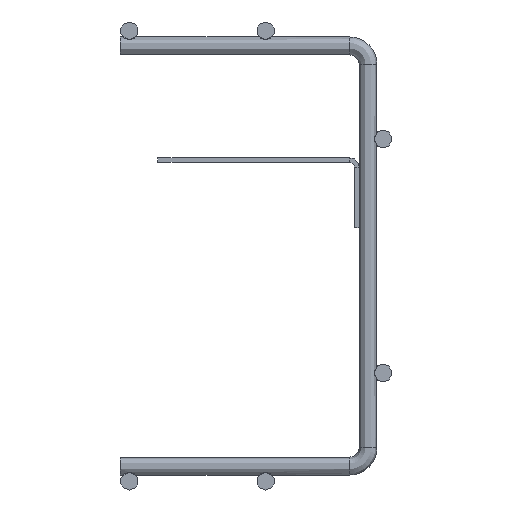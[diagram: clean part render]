
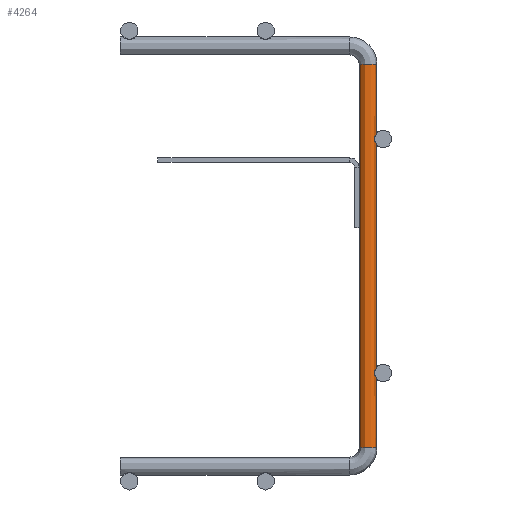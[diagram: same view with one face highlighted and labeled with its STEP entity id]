
A CAD part, left-side view. The second image highlights one B-rep face of the part: STEP entity #4264.
In plain terms, the highlighted cylindrical face has radius 1.9 mm (diameter 3.8 mm), a partial arc.
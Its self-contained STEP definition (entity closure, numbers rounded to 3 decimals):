
#17 = ORIENTED_EDGE ( 'NONE', *, *, #21729, .F. ) ;
#172 = ORIENTED_EDGE ( 'NONE', *, *, #9214, .T. ) ;
#296 = VERTEX_POINT ( 'NONE', #24771 ) ;
#300 = CARTESIAN_POINT ( 'NONE',  ( 14.767, 1.753, -25.737 ) ) ;
#382 = CARTESIAN_POINT ( 'NONE',  ( 15.807, 1.3, -23.614 ) ) ;
#1548 = EDGE_CURVE ( 'NONE', #10297, #3088, #20290, .T. ) ;
#1669 = VERTEX_POINT ( 'NONE', #3533 ) ;
#1922 = ORIENTED_EDGE ( 'NONE', *, *, #1548, .F. ) ;
#1957 = CARTESIAN_POINT ( 'NONE',  ( 14.642, 1.869, 25.388 ) ) ;
#2042 = CARTESIAN_POINT ( 'NONE',  ( 15.806, 1.3, 23.614 ) ) ;
#2388 = CARTESIAN_POINT ( 'NONE',  ( 14.641, 1.869, -25.387 ) ) ;
#2454 = DIRECTION ( 'NONE',  ( 0., 0., -1. ) ) ;
#3088 = VERTEX_POINT ( 'NONE', #13898 ) ;
#3533 = CARTESIAN_POINT ( 'NONE',  ( 16., 1.3, -41. ) ) ;
#3661 = DIRECTION ( 'NONE',  ( 0., 0., -1. ) ) ;
#3679 = ORIENTED_EDGE ( 'NONE', *, *, #26238, .T. ) ;
#4031 = CARTESIAN_POINT ( 'NONE',  ( 14.614, 1.9, 24.904 ) ) ;
#4264 = ADVANCED_FACE ( 'NONE', ( #23767 ), #22504, .T. ) ;
#4384 = CARTESIAN_POINT ( 'NONE',  ( 16., 1.3, -26.386 ) ) ;
#4477 = CARTESIAN_POINT ( 'NONE',  ( 14.614, 1.9, -24.806 ) ) ;
#4559 = CARTESIAN_POINT ( 'NONE',  ( 16., 1.3, -41. ) ) ;
#4694 = CARTESIAN_POINT ( 'NONE',  ( 16., 5.1, -41. ) ) ;
#5630 = EDGE_LOOP ( 'NONE', ( #1922, #17, #17862, #3679, #6207, #8338, #11750, #172 ) ) ;
#6010 = CARTESIAN_POINT ( 'NONE',  ( 16., 1.3, 26.386 ) ) ;
#6104 = CARTESIAN_POINT ( 'NONE',  ( 14.65, 1.863, 24.616 ) ) ;
#6207 = ORIENTED_EDGE ( 'NONE', *, *, #22538, .T. ) ;
#6434 = CARTESIAN_POINT ( 'NONE',  ( 15.806, 1.308, -26.379 ) ) ;
#6516 = CARTESIAN_POINT ( 'NONE',  ( 14.729, 1.787, -24.348 ) ) ;
#6595 = DIRECTION ( 'NONE',  ( 0., 0., 1. ) ) ;
#6614 = VERTEX_POINT ( 'NONE', #8220 ) ;
#8081 = CARTESIAN_POINT ( 'NONE',  ( 15.611, 1.331, 26.358 ) ) ;
#8172 = CARTESIAN_POINT ( 'NONE',  ( 14.759, 1.759, 24.259 ) ) ;
#8186 = AXIS2_PLACEMENT_3D ( 'NONE', #8478, #16719, #10535 ) ;
#8220 = CARTESIAN_POINT ( 'NONE',  ( 16., 1.3, 41. ) ) ;
#8239 = AXIS2_PLACEMENT_3D ( 'NONE', #15909, #3661, #18003 ) ;
#8338 = ORIENTED_EDGE ( 'NONE', *, *, #24533, .F. ) ;
#8478 = CARTESIAN_POINT ( 'NONE',  ( 16., 3.2, -41. ) ) ;
#8491 = CARTESIAN_POINT ( 'NONE',  ( 15.523, 1.359, -26.329 ) ) ;
#8588 = CARTESIAN_POINT ( 'NONE',  ( 14.858, 1.68, -24.108 ) ) ;
#9214 = EDGE_CURVE ( 'NONE', #6614, #3088, #11645, .T. ) ;
#9729 = DIRECTION ( 'NONE',  ( 0., 0., 1. ) ) ;
#10140 = CARTESIAN_POINT ( 'NONE',  ( 15.263, 1.447, 26.233 ) ) ;
#10225 = CARTESIAN_POINT ( 'NONE',  ( 15.038, 1.56, 23.913 ) ) ;
#10245 = DIRECTION ( 'NONE',  ( 0., 0., 1. ) ) ;
#10297 = VERTEX_POINT ( 'NONE', #4694 ) ;
#10342 = CARTESIAN_POINT ( 'NONE',  ( 16., 1.3, -26.386 ) ) ;
#10535 = DIRECTION ( 'NONE',  ( 0., -1., 0. ) ) ;
#10548 = CARTESIAN_POINT ( 'NONE',  ( 15.1, 1.52, -26.149 ) ) ;
#10567 = VECTOR ( 'NONE', #23241, 1000. ) ;
#10639 = CARTESIAN_POINT ( 'NONE',  ( 15.1, 1.52, -23.851 ) ) ;
#10726 = CARTESIAN_POINT ( 'NONE',  ( 16., 5.1, -41. ) ) ;
#10993 = CARTESIAN_POINT ( 'NONE',  ( 16., 1.3, -41. ) ) ;
#11645 = CIRCLE ( 'NONE', #22698, 1.9 ) ;
#11750 = ORIENTED_EDGE ( 'NONE', *, *, #14769, .T. ) ;
#12183 = CARTESIAN_POINT ( 'NONE',  ( 15.039, 1.559, 26.088 ) ) ;
#12252 = LINE ( 'NONE', #4559, #17695 ) ;
#12276 = CARTESIAN_POINT ( 'NONE',  ( 15.262, 1.447, 23.767 ) ) ;
#12364 = LINE ( 'NONE', #22511, #17810 ) ;
#12600 = CARTESIAN_POINT ( 'NONE',  ( 14.858, 1.68, -25.892 ) ) ;
#12676 = CARTESIAN_POINT ( 'NONE',  ( 15.612, 1.331, -23.642 ) ) ;
#13553 = B_SPLINE_CURVE_WITH_KNOTS ( 'NONE', 3,
 ( #4384, #16379, #6434, #20763, #8491, #22824, #10548, #24858, #12600, #300, #14666, #2388, #16731, #4477, #18799, #6516, #20855, #8588, #22915, #10639, #24943, #12676, #382, #14754 ),
 .UNSPECIFIED., .F., .F.,
 ( 4, 2, 2, 2, 2, 2, 2, 2, 2, 2, 2, 4 ),
 ( 0., 0., 0.001, 0.001, 0.001, 0.002, 0.002, 0.003, 0.003, 0.003, 0.004, 0.005 ),
 .UNSPECIFIED. ) ;
#13898 = CARTESIAN_POINT ( 'NONE',  ( 16., 5.1, 41. ) ) ;
#14245 = CARTESIAN_POINT ( 'NONE',  ( 14.759, 1.759, 25.742 ) ) ;
#14327 = CARTESIAN_POINT ( 'NONE',  ( 15.611, 1.331, 23.642 ) ) ;
#14666 = CARTESIAN_POINT ( 'NONE',  ( 14.73, 1.786, -25.654 ) ) ;
#14732 = CARTESIAN_POINT ( 'NONE',  ( 16., 3.2, 41. ) ) ;
#14754 = CARTESIAN_POINT ( 'NONE',  ( 16., 1.3, -23.614 ) ) ;
#14769 = EDGE_CURVE ( 'NONE', #18244, #6614, #12252, .T. ) ;
#15442 = VECTOR ( 'NONE', #9729, 1000. ) ;
#15909 = CARTESIAN_POINT ( 'NONE',  ( 16., 3.2, -41. ) ) ;
#16291 = VERTEX_POINT ( 'NONE', #16588 ) ;
#16296 = CARTESIAN_POINT ( 'NONE',  ( 14.614, 1.9, 25.194 ) ) ;
#16379 = CARTESIAN_POINT ( 'NONE',  ( 15.902, 1.3, -26.386 ) ) ;
#16387 = CARTESIAN_POINT ( 'NONE',  ( 16., 1.3, 23.614 ) ) ;
#16588 = CARTESIAN_POINT ( 'NONE',  ( 16., 1.3, -23.614 ) ) ;
#16719 = DIRECTION ( 'NONE',  ( 0., 0., 1. ) ) ;
#16731 = CARTESIAN_POINT ( 'NONE',  ( 14.614, 1.9, -25.193 ) ) ;
#16800 = DIRECTION ( 'NONE',  ( -1., 0., 0. ) ) ;
#17695 = VECTOR ( 'NONE', #6595, 1000. ) ;
#17810 = VECTOR ( 'NONE', #10245, 1000. ) ;
#17862 = ORIENTED_EDGE ( 'NONE', *, *, #26341, .T. ) ;
#18003 = DIRECTION ( 'NONE',  ( -1., 0., 0. ) ) ;
#18244 = VERTEX_POINT ( 'NONE', #19528 ) ;
#18286 = CARTESIAN_POINT ( 'NONE',  ( 15.806, 1.3, 26.386 ) ) ;
#18385 = CARTESIAN_POINT ( 'NONE',  ( 14.621, 1.892, 24.806 ) ) ;
#18799 = CARTESIAN_POINT ( 'NONE',  ( 14.642, 1.869, -24.611 ) ) ;
#19528 = CARTESIAN_POINT ( 'NONE',  ( 16., 1.3, 26.386 ) ) ;
#20290 = LINE ( 'NONE', #10726, #15442 ) ;
#20420 = CARTESIAN_POINT ( 'NONE',  ( 14.671, 1.842, 24.524 ) ) ;
#20723 = CIRCLE ( 'NONE', #8239, 1.9 ) ;
#20763 = CARTESIAN_POINT ( 'NONE',  ( 15.617, 1.337, -26.351 ) ) ;
#20855 = CARTESIAN_POINT ( 'NONE',  ( 14.767, 1.753, -24.263 ) ) ;
#21729 = EDGE_CURVE ( 'NONE', #1669, #10297, #20723, .T. ) ;
#21783 = B_SPLINE_CURVE_WITH_KNOTS ( 'NONE', 3,
 ( #6010, #18286, #8081, #22402, #10140, #24451, #12183, #26473, #14245, #1957, #16296, #4031, #18385, #6104, #20420, #8172, #22494, #10225, #24526, #12276, #26565, #14327, #2042, #16387 ),
 .UNSPECIFIED., .F., .F.,
 ( 4, 2, 2, 2, 2, 2, 2, 2, 2, 2, 2, 4 ),
 ( 0.002, 0.003, 0.003, 0.003, 0.004, 0.005, 0.005, 0.005, 0.006, 0.006, 0.006, 0.007 ),
 .UNSPECIFIED. ) ;
#22109 = LINE ( 'NONE', #10993, #10567 ) ;
#22402 = CARTESIAN_POINT ( 'NONE',  ( 15.348, 1.413, 26.271 ) ) ;
#22494 = CARTESIAN_POINT ( 'NONE',  ( 14.849, 1.681, 24.101 ) ) ;
#22504 = CYLINDRICAL_SURFACE ( 'NONE', #8186, 1.9 ) ;
#22511 = CARTESIAN_POINT ( 'NONE',  ( 16., 1.3, -41. ) ) ;
#22538 = EDGE_CURVE ( 'NONE', #16291, #296, #12364, .T. ) ;
#22698 = AXIS2_PLACEMENT_3D ( 'NONE', #14732, #2454, #16800 ) ;
#22824 = CARTESIAN_POINT ( 'NONE',  ( 15.259, 1.441, -26.241 ) ) ;
#22915 = CARTESIAN_POINT ( 'NONE',  ( 14.912, 1.641, -24.039 ) ) ;
#23241 = DIRECTION ( 'NONE',  ( 0., 0., 1. ) ) ;
#23767 = FACE_OUTER_BOUND ( 'NONE', #5630, .T. ) ;
#24142 = VERTEX_POINT ( 'NONE', #10342 ) ;
#24451 = CARTESIAN_POINT ( 'NONE',  ( 15.109, 1.52, 26.142 ) ) ;
#24526 = CARTESIAN_POINT ( 'NONE',  ( 15.108, 1.52, 23.859 ) ) ;
#24533 = EDGE_CURVE ( 'NONE', #18244, #296, #21783, .T. ) ;
#24771 = CARTESIAN_POINT ( 'NONE',  ( 16., 1.3, 23.614 ) ) ;
#24858 = CARTESIAN_POINT ( 'NONE',  ( 14.913, 1.64, -25.963 ) ) ;
#24943 = CARTESIAN_POINT ( 'NONE',  ( 15.258, 1.441, -23.759 ) ) ;
#26238 = EDGE_CURVE ( 'NONE', #24142, #16291, #13553, .T. ) ;
#26341 = EDGE_CURVE ( 'NONE', #1669, #24142, #22109, .T. ) ;
#26473 = CARTESIAN_POINT ( 'NONE',  ( 14.851, 1.68, 25.901 ) ) ;
#26565 = CARTESIAN_POINT ( 'NONE',  ( 15.347, 1.413, 23.73 ) ) ;
